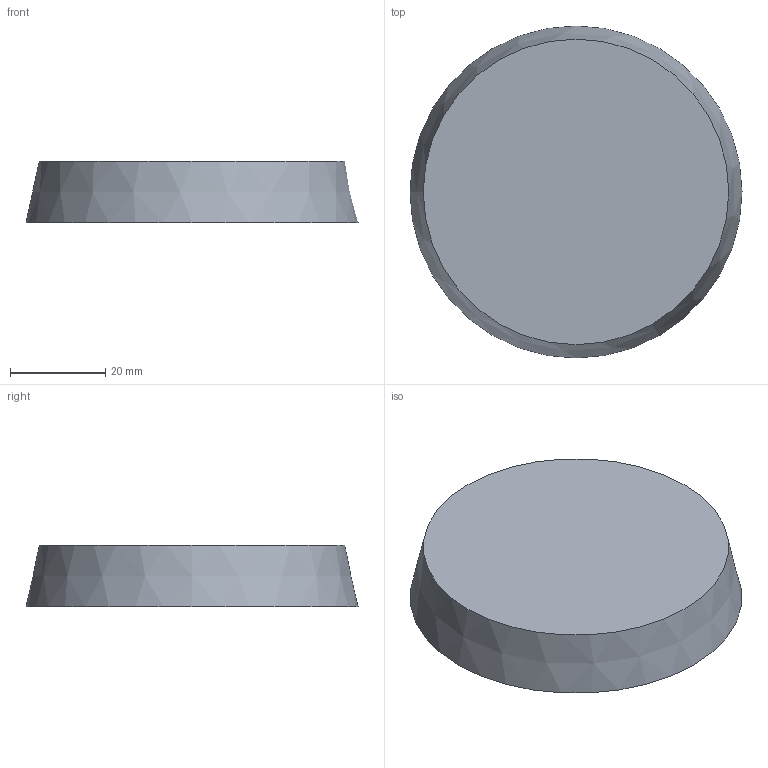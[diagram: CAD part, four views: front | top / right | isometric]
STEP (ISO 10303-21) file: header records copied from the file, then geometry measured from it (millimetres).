
FILE_DESCRIPTION(/* description */ ('STEP AP242','CAx-IF Rec.Pracs.---Representation and Presentation of Product Manufacturing Information (PMI)---4.0---2014-10-13','CAx-IF Rec.Pracs.---3D Tessellated Geometry---0.4---2014-09-14','2;1','CAx-IF Rec.Pracs.---User Defined Attributes---1.5---2016-08-15'),/* implementation_level */ '2;1');
FILE_NAME(/* name */ '6910aa5721e47f102998c016',/* time_stamp */ '2025-11-09T14:51:03Z',/* author */ (''),/* organization */ (''),/* preprocessor_version */ 'ST-DEVELOPER v20',/* originating_system */ 'ONSHAPE BY PTC INC, 1.206',/* authorisation */ ' ');
FILE_SCHEMA (('AP242_MANAGED_MODEL_BASED_3D_ENGINEERING_MIM_LF { 1 0 10303 442 1 1 4 }'));
Length unit declared in the file: millimetre
Products named in the file (1): female-mold
Bounding box: 69.81 x 69.81 x 13 mm (x, y, z)
Volume: 24372.1 mm3; surface area: 13944.5 mm2
Topology: 1 solids, 1 shells, 23 faces, 38 edges, 23 vertices
Faces by surface type: plane 8, torus 8, cylinder 5, cone 2
Full cylindrical faces by diameter (mm): 6.8 x1, 42.4 x1, 49.2 x1, 56 x1, 64 x1
Entity records: 476 total; most frequent: DIRECTION 92, CARTESIAN_POINT 68, AXIS2_PLACEMENT_3D 46, ORIENTED_EDGE 44, EDGE_LOOP 44, FACE_BOUND 44, ADVANCED_FACE 23, EDGE_CURVE 22
